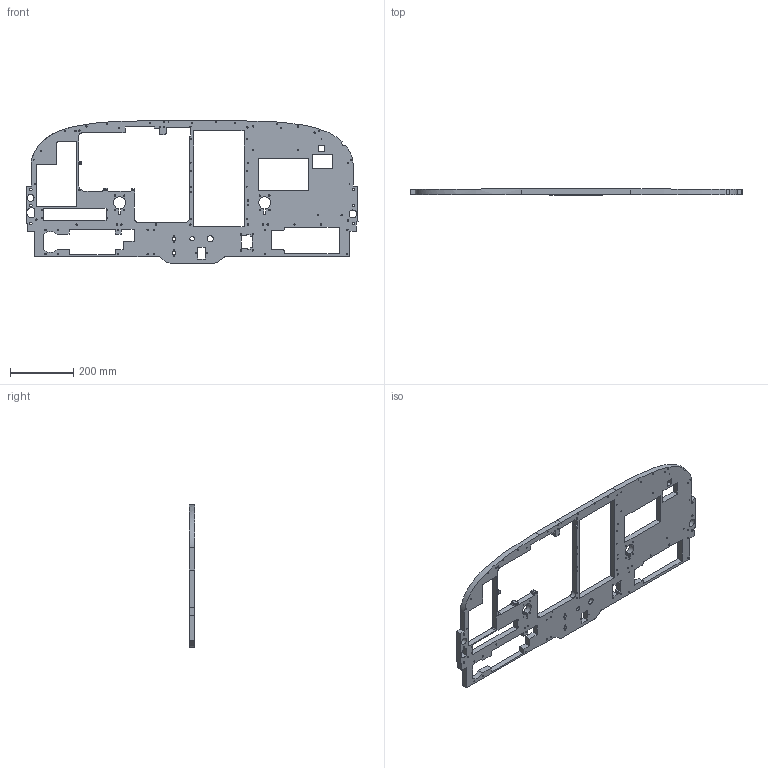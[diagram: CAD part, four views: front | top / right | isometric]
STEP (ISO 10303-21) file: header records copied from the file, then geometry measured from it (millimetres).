
FILE_DESCRIPTION(/* description */ (''),/* implementation_level */ '2;1');
FILE_NAME(/* name */ 'Panel Support.step',/* time_stamp */ '2023-12-13T10:10:05-07:00',/* author */ (''),/* organization */ (''),/* preprocessor_version */ 'ST-DEVELOPER v20',/* originating_system */ 'Autodesk Translation Framework v12.14.0.127',/* authorisation */ '');
FILE_SCHEMA (('AUTOMOTIVE_DESIGN { 1 0 10303 214 3 1 1 }'));
Length unit declared in the file: millimetre
Products named in the file (1): Panel Support
Bounding box: 1052.41 x 18.26 x 450.16 mm (x, y, z)
Volume: 3714117 mm3; surface area: 603952.8 mm2
Topology: 1 solids, 1 shells, 284 faces, 846 edges, 564 vertices
Faces by surface type: cylinder 155, plane 124, bspline 5
Full cylindrical faces by diameter (mm): 2.54 x2, 3 x17, 3.175 x8, 3.81 x4, 4 x5, 4.318 x56, 7.62 x6, 11 x2, 13.97 x1, 19.05 x1, 21.59 x1
Entity records: 10472 total; most frequent: CARTESIAN_POINT 2030, DIRECTION 1704, ORIENTED_EDGE 1692, EDGE_CURVE 846, AXIS2_PLACEMENT_3D 590, VERTEX_POINT 564, EDGE_LOOP 532, LINE 524
